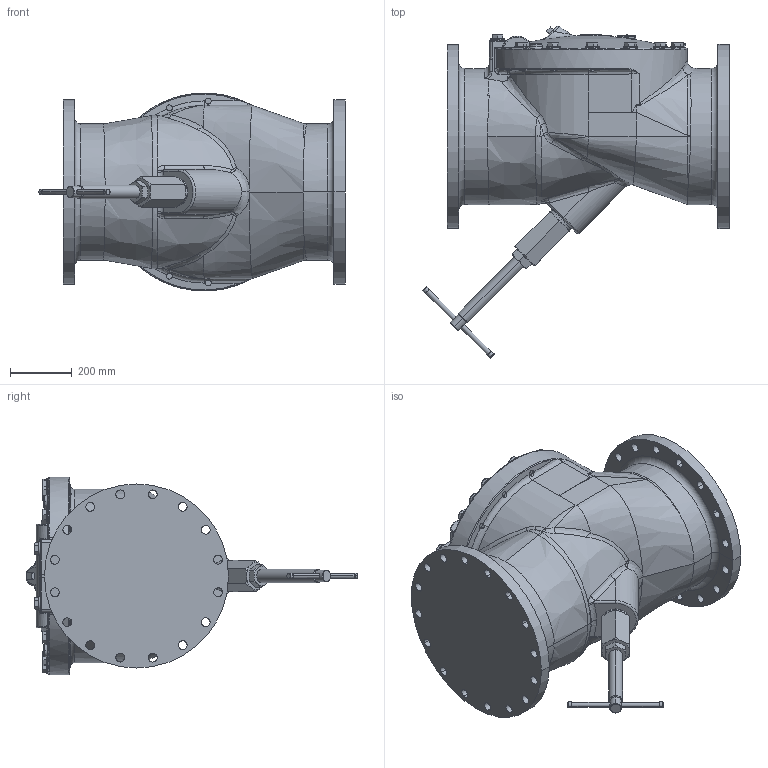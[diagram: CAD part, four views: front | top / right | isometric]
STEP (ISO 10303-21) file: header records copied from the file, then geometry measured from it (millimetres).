
FILE_DESCRIPTION((''),'2;1');
FILE_NAME('516CBF_SW0001','2023-11-01T10:13:19',('jlesh'),(''),'CREO PARAMETRIC BY PTC INC, 2023072','CREO PARAMETRIC BY PTC INC, 2023072','');
FILE_SCHEMA(('AUTOMOTIVE_DESIGN { 1 0 10303 214 1 1 1 1 }'));
Length unit declared in the file: inch
Products named in the file (1): 516CBF_SW0001
Bounding box: 993.67 x 1076.54 x 641.04 mm (x, y, z)
Volume: 198866876 mm3; surface area: 2766232.6 mm2
Topology: 1 solids, 1 shells, 764 faces, 1792 edges, 1077 vertices
Faces by surface type: plane 199, cylinder 172, bspline 144, cone 126, torus 103, sphere 20
Entity records: 45369 total; most frequent: CARTESIAN_POINT 25879, ORIENTED_EDGE 3572, DIRECTION 3108, EDGE_CURVE 1786, COLOUR_RGB 1329, AXIS2_PLACEMENT_3D 1326, VERTEX_POINT 1077, EDGE_LOOP 881
